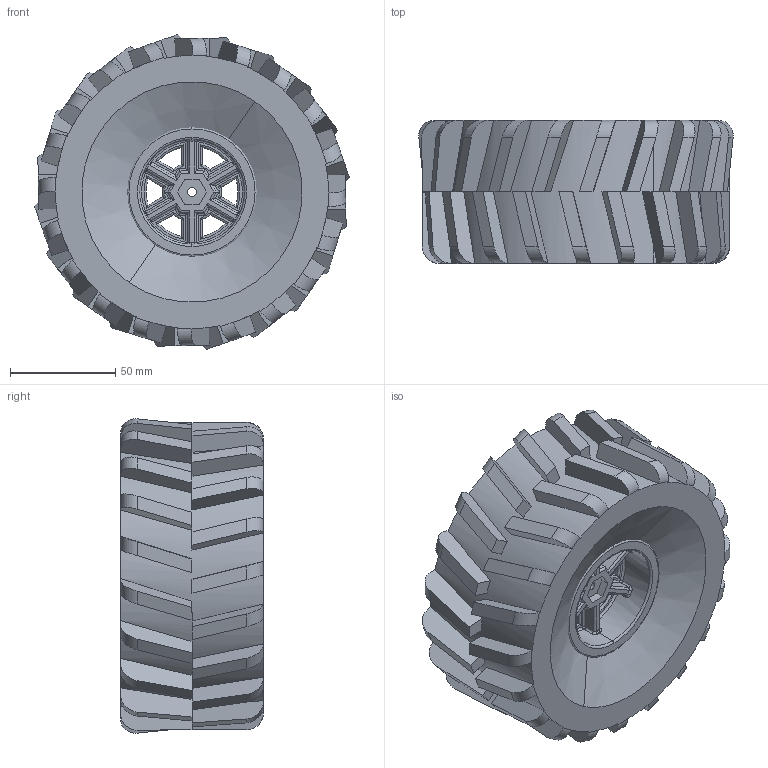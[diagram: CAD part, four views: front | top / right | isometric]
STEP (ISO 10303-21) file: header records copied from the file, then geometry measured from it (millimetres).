
FILE_DESCRIPTION(/* description */ (''),/* implementation_level */ '2;1');
FILE_NAME(/* name */ 'Tetrix_739282.iam.stp',/* time_stamp */ '2014-12-18T17:49:39-08:00',/* author */ ('Autodesk Inc.'),/* organization */ ('Autodesk Inc.'),/* preprocessor_version */ 'ST-DEVELOPER v15.6',/* originating_system */ 'Autodesk Inventor 2015',/* authorisation */ '');
FILE_SCHEMA (('AUTOMOTIVE_DESIGN { 1 0 10303 214 3 1 1 }'));
Length unit declared in the file: millimetre
Products named in the file (3): Tetrix_739282_Hub; Tetrix_739282_Tire; Tetrix_739282
Assembly tree (2 placements, depth 2):
  Tetrix_739282
    Tetrix_739282_Hub
    Tetrix_739282_Tire
Bounding box: 149.67 x 68 x 149.67 mm (x, y, z)
Volume: 785667.6 mm3; surface area: 112735.8 mm2
Topology: 2 solids, 2 shells, 783 faces, 2008 edges, 1226 vertices
Faces by surface type: plane 393, cylinder 240, torus 72, bspline 50, sphere 24, cone 4
Entity records: 26395 total; most frequent: CARTESIAN_POINT 7610, ORIENTED_EDGE 3960, DIRECTION 3514, EDGE_CURVE 1980, VERTEX_POINT 1226, AXIS2_PLACEMENT_3D 1174, LINE 1166, VECTOR 1166
